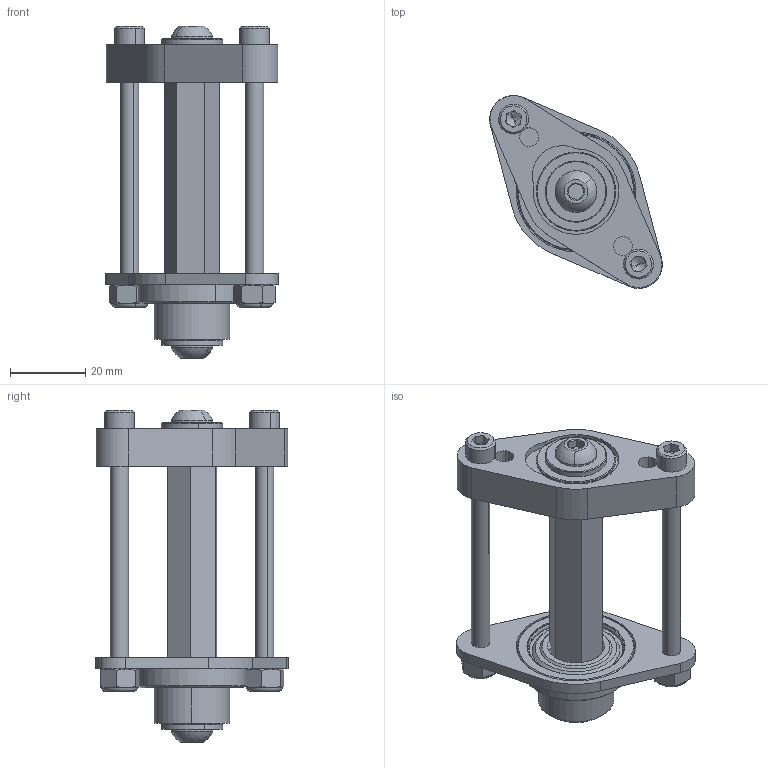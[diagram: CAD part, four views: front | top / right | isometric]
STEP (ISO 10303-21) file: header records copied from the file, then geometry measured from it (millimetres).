
FILE_DESCRIPTION (( 'STEP AP214' ), '1' );
FILE_NAME ('am-5588 Powertrain Tensioning Kit.STEP', '2024-12-06T13:41:04', ( '' ), ( '' ), 'SwSTEP 2.0', 'SolidWorks 2024', '' );
FILE_SCHEMA (( 'AUTOMOTIVE_DESIGN' ));
Length unit declared in the file: inch
Products named in the file (10): am-2986 FR8ZZ Hex Bearing; 14-20 x 0.500 BHCS_92949A837; am-5271; am-5588 Powertrain Tensioning Kit; SHCS 10-32 x 2.75_HX-SHCS 0.19-32x2.75x0.875-C; am-4883 IOT Drive Shaft; am-3948-375 500H x 375IN Spacer; am-5273; 250_washer; 10-32 Nylock Nut 1_90631A411
Assembly tree (13 placements, depth 2):
  am-5588 Powertrain Tensioning Kit
    am-4883 IOT Drive Shaft
    am-5271
    am-5273
    am-2986 FR8ZZ Hex Bearing
    14-20 x 0.500 BHCS_92949A837  x2
    250_washer  x2
    am-3948-375 500H x 375IN Spacer
    SHCS 10-32 x 2.75_HX-SHCS 0.19-32x2.75x0.875-C  x2
    10-32 Nylock Nut 1_90631A411  x2
Bounding box: 45.82 x 51.16 x 88.11 mm (x, y, z)
Volume: 30952 mm3; surface area: 22929.4 mm2
Topology: 16 solids, 16 shells, 504 faces, 1138 edges, 690 vertices
Faces by surface type: cylinder 177, cone 156, plane 139, torus 18, bspline 10, sphere 4
Entity records: 12223 total; most frequent: CARTESIAN_POINT 4521, DIRECTION 1557, ORIENTED_EDGE 1480, EDGE_CURVE 740, AXIS2_PLACEMENT_3D 626, VERTEX_POINT 458, EDGE_LOOP 378, FACE_OUTER_BOUND 326
